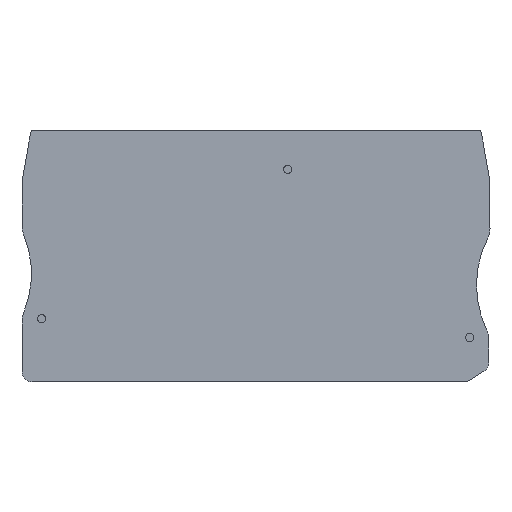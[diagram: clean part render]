
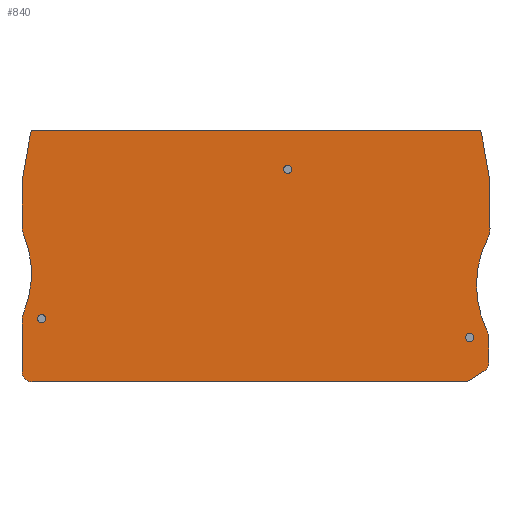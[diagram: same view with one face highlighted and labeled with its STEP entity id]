
A CAD part, left-side view. The second image highlights one B-rep face of the part: STEP entity #840.
In plain terms, the highlighted planar face has unit normal (-1, 0, 0).
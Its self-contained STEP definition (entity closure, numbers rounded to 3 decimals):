
#840=ADVANCED_FACE('',(#1698,#1700,#1702,#1704),#1706,.F.);
#1698=FACE_BOUND('',#1699,.T.);
#1699=EDGE_LOOP('',(#2330,#2331,#2332,#2333,#2334,#2335,#2336,#2337,#2338,#2339,
#2340,#2341,#2342,#2343,#2344,#2345,#2346,#2347,#2348,#2349));
#1700=FACE_BOUND('',#1701,.T.);
#1701=EDGE_LOOP('',(#2350));
#1702=FACE_BOUND('',#1703,.T.);
#1703=EDGE_LOOP('',(#2351));
#1704=FACE_BOUND('',#1705,.T.);
#1705=EDGE_LOOP('',(#2352));
#1706=PLANE('',#1707);
#1707=AXIS2_PLACEMENT_3D('',#1708,#1709,#1710);
#1708=CARTESIAN_POINT('',(-0.625,48.269,26.73));
#1709=DIRECTION('',(1.,0.,0.));
#1710=DIRECTION('',(0.,-1.,0.));
#2330=ORIENTED_EDGE('',*,*,#2556,.T.);
#2331=ORIENTED_EDGE('',*,*,#2554,.T.);
#2332=ORIENTED_EDGE('',*,*,#2551,.T.);
#2333=ORIENTED_EDGE('',*,*,#2590,.T.);
#2334=ORIENTED_EDGE('',*,*,#2588,.T.);
#2335=ORIENTED_EDGE('',*,*,#2586,.T.);
#2336=ORIENTED_EDGE('',*,*,#2584,.T.);
#2337=ORIENTED_EDGE('',*,*,#2582,.T.);
#2338=ORIENTED_EDGE('',*,*,#2580,.T.);
#2339=ORIENTED_EDGE('',*,*,#2578,.T.);
#2340=ORIENTED_EDGE('',*,*,#2576,.T.);
#2341=ORIENTED_EDGE('',*,*,#2574,.T.);
#2342=ORIENTED_EDGE('',*,*,#2572,.T.);
#2343=ORIENTED_EDGE('',*,*,#2570,.T.);
#2344=ORIENTED_EDGE('',*,*,#2568,.T.);
#2345=ORIENTED_EDGE('',*,*,#2566,.T.);
#2346=ORIENTED_EDGE('',*,*,#2564,.T.);
#2347=ORIENTED_EDGE('',*,*,#2562,.T.);
#2348=ORIENTED_EDGE('',*,*,#2560,.T.);
#2349=ORIENTED_EDGE('',*,*,#2558,.T.);
#2350=ORIENTED_EDGE('',*,*,#2697,.F.);
#2351=ORIENTED_EDGE('',*,*,#2698,.F.);
#2352=ORIENTED_EDGE('',*,*,#2699,.F.);
#2551=EDGE_CURVE('',#2921,#2922,#2923,.T.);
#2554=EDGE_CURVE('',#2926,#2921,#2927,.T.);
#2556=EDGE_CURVE('',#2929,#2926,#2930,.T.);
#2558=EDGE_CURVE('',#2932,#2929,#2933,.T.);
#2560=EDGE_CURVE('',#2935,#2932,#2936,.T.);
#2562=EDGE_CURVE('',#2938,#2935,#2939,.T.);
#2564=EDGE_CURVE('',#2941,#2938,#2942,.T.);
#2566=EDGE_CURVE('',#2944,#2941,#2945,.T.);
#2568=EDGE_CURVE('',#2947,#2944,#2948,.T.);
#2570=EDGE_CURVE('',#2950,#2947,#2951,.T.);
#2572=EDGE_CURVE('',#2953,#2950,#2954,.T.);
#2574=EDGE_CURVE('',#2956,#2953,#2957,.T.);
#2576=EDGE_CURVE('',#2959,#2956,#2960,.T.);
#2578=EDGE_CURVE('',#2962,#2959,#2963,.T.);
#2580=EDGE_CURVE('',#2965,#2962,#2966,.T.);
#2582=EDGE_CURVE('',#2968,#2965,#2969,.T.);
#2584=EDGE_CURVE('',#2971,#2968,#2972,.T.);
#2586=EDGE_CURVE('',#2974,#2971,#2975,.T.);
#2588=EDGE_CURVE('',#2977,#2974,#2978,.T.);
#2590=EDGE_CURVE('',#2922,#2977,#2980,.T.);
#2697=EDGE_CURVE('',#3143,#3143,#3144,.T.);
#2698=EDGE_CURVE('',#3145,#3145,#3146,.T.);
#2699=EDGE_CURVE('',#3147,#3147,#3148,.T.);
#2921=VERTEX_POINT('',#3648);
#2922=VERTEX_POINT('',#3649);
#2923=LINE('',#3650,#3651);
#2926=VERTEX_POINT('',#3659);
#2927=CIRCLE('',#3660,1.5);
#2929=VERTEX_POINT('',#3667);
#2930=LINE('',#3668,#3669);
#2932=VERTEX_POINT('',#3674);
#2933=CIRCLE('',#3675,3.);
#2935=VERTEX_POINT('',#3682);
#2936=CIRCLE('',#3683,15.);
#2938=VERTEX_POINT('',#3690);
#2939=CIRCLE('',#3691,3.);
#2941=VERTEX_POINT('',#3698);
#2942=LINE('',#3699,#3700);
#2944=VERTEX_POINT('',#3705);
#2945=LINE('',#3706,#3707);
#2947=VERTEX_POINT('',#3712);
#2948=CIRCLE('',#3713,0.5);
#2950=VERTEX_POINT('',#3720);
#2951=LINE('',#3721,#3722);
#2953=VERTEX_POINT('',#3727);
#2954=CIRCLE('',#3728,0.5);
#2956=VERTEX_POINT('',#3735);
#2957=LINE('',#3736,#3737);
#2959=VERTEX_POINT('',#3742);
#2960=LINE('',#3743,#3744);
#2962=VERTEX_POINT('',#3749);
#2963=CIRCLE('',#3750,3.);
#2965=VERTEX_POINT('',#3757);
#2966=CIRCLE('',#3758,15.);
#2968=VERTEX_POINT('',#3765);
#2969=CIRCLE('',#3766,3.);
#2971=VERTEX_POINT('',#3773);
#2972=LINE('',#3774,#3775);
#2974=VERTEX_POINT('',#3780);
#2975=CIRCLE('',#3781,1.5);
#2977=VERTEX_POINT('',#3788);
#2978=LINE('',#3789,#3790);
#2980=CIRCLE('',#3795,1.);
#3143=VERTEX_POINT('',#4202);
#3144=CIRCLE('',#4203,0.6);
#3145=VERTEX_POINT('',#4207);
#3146=CIRCLE('',#4208,0.6);
#3147=VERTEX_POINT('',#4212);
#3148=CIRCLE('',#4213,0.6);
#3648=CARTESIAN_POINT('',(-0.625,34.222,12.2));
#3649=CARTESIAN_POINT('',(-0.625,-28.398,12.2));
#3650=CARTESIAN_POINT('',(-0.625,34.222,12.2));
#3651=VECTOR('',#3652,1.);
#3652=DIRECTION('',(0.,-1.,0.));
#3659=CARTESIAN_POINT('',(-0.625,35.722,13.7));
#3660=AXIS2_PLACEMENT_3D('',#3661,#3662,#3663);
#3661=CARTESIAN_POINT('',(-0.625,34.222,13.7));
#3662=DIRECTION('',(-1.,0.,0.));
#3663=DIRECTION('',(0.,1.,0.));
#3667=CARTESIAN_POINT('',(-0.625,35.722,21.038));
#3668=CARTESIAN_POINT('',(-0.625,35.722,21.038));
#3669=VECTOR('',#3670,1.);
#3670=DIRECTION('',(0.,0.,-1.));
#3674=CARTESIAN_POINT('',(-0.625,35.496,22.181));
#3675=AXIS2_PLACEMENT_3D('',#3676,#3677,#3678);
#3676=CARTESIAN_POINT('',(-0.625,32.722,21.038));
#3677=DIRECTION('',(-1.,0.,0.));
#3678=DIRECTION('',(0.,0.925,0.381));
#3682=CARTESIAN_POINT('',(-0.625,35.496,33.61));
#3683=AXIS2_PLACEMENT_3D('',#3684,#3685,#3686);
#3684=CARTESIAN_POINT('',(-0.625,49.365,27.895));
#3685=DIRECTION('',(1.,0.,0.));
#3686=DIRECTION('',(0.,-0.925,0.381));
#3690=CARTESIAN_POINT('',(-0.625,35.722,34.753));
#3691=AXIS2_PLACEMENT_3D('',#3692,#3693,#3694);
#3692=CARTESIAN_POINT('',(-0.625,32.722,34.753));
#3693=DIRECTION('',(-1.,0.,0.));
#3694=DIRECTION('',(0.,1.,0.));
#3698=CARTESIAN_POINT('',(-0.625,35.722,41.216));
#3699=CARTESIAN_POINT('',(-0.625,35.722,41.216));
#3700=VECTOR('',#3701,1.);
#3701=DIRECTION('',(0.,0.,-1.));
#3705=CARTESIAN_POINT('',(-0.625,34.475,48.287));
#3706=CARTESIAN_POINT('',(-0.625,34.475,48.287));
#3707=VECTOR('',#3708,1.);
#3708=DIRECTION('',(0.,0.174,-0.985));
#3712=CARTESIAN_POINT('',(-0.625,33.983,48.7));
#3713=AXIS2_PLACEMENT_3D('',#3714,#3715,#3716);
#3714=CARTESIAN_POINT('',(-0.625,33.983,48.2));
#3715=DIRECTION('',(-1.,0.,0.));
#3716=DIRECTION('',(0.,0.,1.));
#3720=CARTESIAN_POINT('',(-0.625,-30.339,48.7));
#3721=CARTESIAN_POINT('',(-0.625,-30.339,48.7));
#3722=VECTOR('',#3723,1.);
#3723=DIRECTION('',(0.,1.,0.));
#3727=CARTESIAN_POINT('',(-0.625,-30.831,48.287));
#3728=AXIS2_PLACEMENT_3D('',#3729,#3730,#3731);
#3729=CARTESIAN_POINT('',(-0.625,-30.339,48.2));
#3730=DIRECTION('',(-1.,0.,0.));
#3731=DIRECTION('',(0.,-0.985,0.174));
#3735=CARTESIAN_POINT('',(-0.625,-32.078,41.216));
#3736=CARTESIAN_POINT('',(-0.625,-32.078,41.216));
#3737=VECTOR('',#3738,1.);
#3738=DIRECTION('',(0.,0.174,0.985));
#3742=CARTESIAN_POINT('',(-0.625,-32.078,34.385));
#3743=CARTESIAN_POINT('',(-0.625,-32.078,34.385));
#3744=VECTOR('',#3745,1.);
#3745=DIRECTION('',(0.,0.,1.));
#3749=CARTESIAN_POINT('',(-0.625,-31.752,33.025));
#3750=AXIS2_PLACEMENT_3D('',#3751,#3752,#3753);
#3751=CARTESIAN_POINT('',(-0.625,-29.078,34.385));
#3752=DIRECTION('',(-1.,0.,0.));
#3753=DIRECTION('',(0.,-0.892,-0.453));
#3757=CARTESIAN_POINT('',(-0.625,-31.586,19.773));
#3758=AXIS2_PLACEMENT_3D('',#3759,#3760,#3761);
#3759=CARTESIAN_POINT('',(-0.625,-45.125,26.23));
#3760=DIRECTION('',(1.,0.,0.));
#3761=DIRECTION('',(0.,0.903,-0.43));
#3765=CARTESIAN_POINT('',(-0.625,-31.878,18.482));
#3766=AXIS2_PLACEMENT_3D('',#3767,#3768,#3769);
#3767=CARTESIAN_POINT('',(-0.625,-28.878,18.482));
#3768=DIRECTION('',(-1.,0.,0.));
#3769=DIRECTION('',(0.,-1.,0.));
#3773=CARTESIAN_POINT('',(-0.625,-31.878,15.015));
#3774=CARTESIAN_POINT('',(-0.625,-31.878,15.015));
#3775=VECTOR('',#3776,1.);
#3776=DIRECTION('',(0.,0.,1.));
#3780=CARTESIAN_POINT('',(-0.625,-31.168,13.74));
#3781=AXIS2_PLACEMENT_3D('',#3782,#3783,#3784);
#3782=CARTESIAN_POINT('',(-0.625,-30.378,15.015));
#3783=DIRECTION('',(-1.,0.,0.));
#3784=DIRECTION('',(0.,-0.527,-0.85));
#3788=CARTESIAN_POINT('',(-0.625,-28.925,12.35));
#3789=CARTESIAN_POINT('',(-0.625,-28.925,12.35));
#3790=VECTOR('',#3791,1.);
#3791=DIRECTION('',(0.,-0.85,0.527));
#3795=AXIS2_PLACEMENT_3D('',#3796,#3797,#3798);
#3796=CARTESIAN_POINT('',(-0.625,-28.398,13.2));
#3797=DIRECTION('',(-1.,0.,0.));
#3798=DIRECTION('',(0.,0.,-1.));
#4202=CARTESIAN_POINT('',(-0.625,-2.185,43.));
#4203=AXIS2_PLACEMENT_3D('',#4204,#4205,#4206);
#4204=CARTESIAN_POINT('',(-0.625,-2.785,43.));
#4205=DIRECTION('',(-1.,0.,0.));
#4206=DIRECTION('',(0.,1.,0.));
#4207=CARTESIAN_POINT('',(-0.625,33.474,21.352));
#4208=AXIS2_PLACEMENT_3D('',#4209,#4210,#4211);
#4209=CARTESIAN_POINT('',(-0.625,32.874,21.352));
#4210=DIRECTION('',(-1.,0.,0.));
#4211=DIRECTION('',(0.,1.,0.));
#4212=CARTESIAN_POINT('',(-0.625,-28.526,18.652));
#4213=AXIS2_PLACEMENT_3D('',#4214,#4215,#4216);
#4214=CARTESIAN_POINT('',(-0.625,-29.126,18.652));
#4215=DIRECTION('',(-1.,0.,0.));
#4216=DIRECTION('',(0.,1.,0.));
